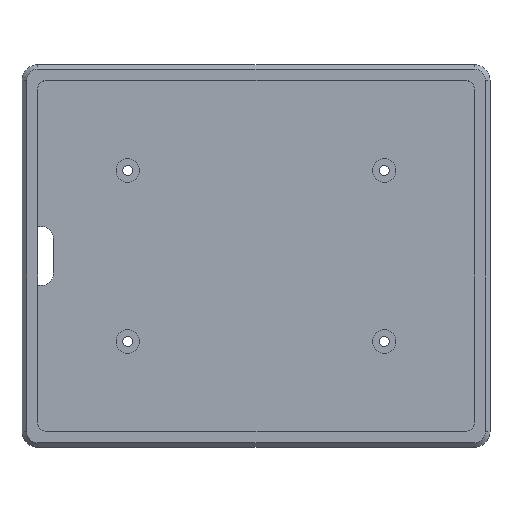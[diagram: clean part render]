
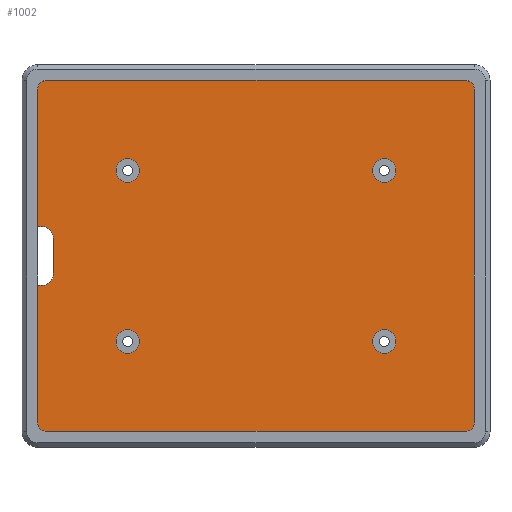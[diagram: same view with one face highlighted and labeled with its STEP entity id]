
A CAD part, top view. The second image highlights one B-rep face of the part: STEP entity #1002.
In plain terms, the highlighted planar face has unit normal (0, 0, 1).
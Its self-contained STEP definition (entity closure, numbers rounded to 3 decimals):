
#62=FACE_BOUND('',#229,.T.);
#63=FACE_BOUND('',#230,.T.);
#64=FACE_BOUND('',#231,.T.);
#65=FACE_BOUND('',#232,.T.);
#96=CIRCLE('',#1081,2.5);
#97=CIRCLE('',#1086,2.5);
#99=CIRCLE('',#1092,1.1);
#101=CIRCLE('',#1096,1.1);
#103=CIRCLE('',#1100,1.1);
#105=CIRCLE('',#1104,1.1);
#106=CIRCLE('',#1106,2.);
#107=CIRCLE('',#1109,2.);
#108=CIRCLE('',#1112,2.);
#109=CIRCLE('',#1115,2.);
#164=FACE_OUTER_BOUND('',#228,.T.);
#228=EDGE_LOOP('',(#853,#854,#855,#856,#857,#858,#859,#860,#861,#862,#863,
#864,#865,#866));
#229=EDGE_LOOP('',(#867));
#230=EDGE_LOOP('',(#868));
#231=EDGE_LOOP('',(#869));
#232=EDGE_LOOP('',(#870));
#307=LINE('',#1609,#393);
#311=LINE('',#1618,#397);
#314=LINE('',#1625,#400);
#315=LINE('',#1628,#401);
#318=LINE('',#1632,#404);
#328=LINE('',#1671,#414);
#331=LINE('',#1679,#417);
#334=LINE('',#1687,#420);
#393=VECTOR('',#1286,10.);
#397=VECTOR('',#1294,10.);
#400=VECTOR('',#1303,10.);
#401=VECTOR('',#1306,10.);
#404=VECTOR('',#1309,10.);
#414=VECTOR('',#1357,10.);
#417=VECTOR('',#1366,10.);
#420=VECTOR('',#1375,10.);
#481=VERTEX_POINT('',#1599);
#482=VERTEX_POINT('',#1600);
#484=VERTEX_POINT('',#1607);
#486=VERTEX_POINT('',#1615);
#487=VERTEX_POINT('',#1617);
#488=VERTEX_POINT('',#1621);
#489=VERTEX_POINT('',#1627);
#490=VERTEX_POINT('',#1630);
#492=VERTEX_POINT('',#1638);
#494=VERTEX_POINT('',#1646);
#496=VERTEX_POINT('',#1654);
#498=VERTEX_POINT('',#1662);
#499=VERTEX_POINT('',#1666);
#500=VERTEX_POINT('',#1670);
#501=VERTEX_POINT('',#1674);
#502=VERTEX_POINT('',#1678);
#503=VERTEX_POINT('',#1682);
#504=VERTEX_POINT('',#1686);
#585=EDGE_CURVE('',#481,#482,#96,.T.);
#590=EDGE_CURVE('',#482,#484,#307,.T.);
#594=EDGE_CURVE('',#487,#486,#311,.T.);
#596=EDGE_CURVE('',#486,#488,#97,.T.);
#598=EDGE_CURVE('',#488,#481,#314,.T.);
#599=EDGE_CURVE('',#489,#487,#315,.T.);
#602=EDGE_CURVE('',#484,#490,#318,.T.);
#606=EDGE_CURVE('',#492,#492,#99,.T.);
#610=EDGE_CURVE('',#494,#494,#101,.T.);
#614=EDGE_CURVE('',#496,#496,#103,.T.);
#618=EDGE_CURVE('',#498,#498,#105,.T.);
#619=EDGE_CURVE('',#499,#489,#106,.T.);
#621=EDGE_CURVE('',#500,#499,#328,.T.);
#623=EDGE_CURVE('',#501,#500,#107,.T.);
#625=EDGE_CURVE('',#502,#501,#331,.T.);
#627=EDGE_CURVE('',#503,#502,#108,.T.);
#629=EDGE_CURVE('',#504,#503,#334,.T.);
#631=EDGE_CURVE('',#490,#504,#109,.T.);
#853=ORIENTED_EDGE('',*,*,#590,.T.);
#854=ORIENTED_EDGE('',*,*,#602,.T.);
#855=ORIENTED_EDGE('',*,*,#631,.T.);
#856=ORIENTED_EDGE('',*,*,#629,.T.);
#857=ORIENTED_EDGE('',*,*,#627,.T.);
#858=ORIENTED_EDGE('',*,*,#625,.T.);
#859=ORIENTED_EDGE('',*,*,#623,.T.);
#860=ORIENTED_EDGE('',*,*,#621,.T.);
#861=ORIENTED_EDGE('',*,*,#619,.T.);
#862=ORIENTED_EDGE('',*,*,#599,.T.);
#863=ORIENTED_EDGE('',*,*,#594,.T.);
#864=ORIENTED_EDGE('',*,*,#596,.T.);
#865=ORIENTED_EDGE('',*,*,#598,.T.);
#866=ORIENTED_EDGE('',*,*,#585,.T.);
#867=ORIENTED_EDGE('',*,*,#606,.T.);
#868=ORIENTED_EDGE('',*,*,#610,.T.);
#869=ORIENTED_EDGE('',*,*,#614,.T.);
#870=ORIENTED_EDGE('',*,*,#618,.T.);
#953=PLANE('',#1116);
#1002=ADVANCED_FACE('',(#164,#62,#63,#64,#65),#953,.T.);
#1081=AXIS2_PLACEMENT_3D('',#1601,#1278,#1279);
#1086=AXIS2_PLACEMENT_3D('',#1622,#1298,#1299);
#1092=AXIS2_PLACEMENT_3D('',#1640,#1318,#1319);
#1096=AXIS2_PLACEMENT_3D('',#1648,#1328,#1329);
#1100=AXIS2_PLACEMENT_3D('',#1656,#1338,#1339);
#1104=AXIS2_PLACEMENT_3D('',#1664,#1348,#1349);
#1106=AXIS2_PLACEMENT_3D('',#1667,#1352,#1353);
#1109=AXIS2_PLACEMENT_3D('',#1675,#1361,#1362);
#1112=AXIS2_PLACEMENT_3D('',#1683,#1370,#1371);
#1115=AXIS2_PLACEMENT_3D('',#1690,#1379,#1380);
#1116=AXIS2_PLACEMENT_3D('',#1691,#1381,#1382);
#1278=DIRECTION('center_axis',(0.,0.,-1.));
#1279=DIRECTION('ref_axis',(0.,-1.,0.));
#1286=DIRECTION('',(-1.,0.,0.));
#1294=DIRECTION('',(1.,0.,0.));
#1298=DIRECTION('center_axis',(0.,0.,-1.));
#1299=DIRECTION('ref_axis',(1.,0.,0.));
#1303=DIRECTION('',(0.,-1.,0.));
#1306=DIRECTION('',(0.,-1.,0.));
#1309=DIRECTION('',(0.,-1.,0.));
#1318=DIRECTION('center_axis',(0.,0.,-1.));
#1319=DIRECTION('ref_axis',(-1.,0.,0.));
#1328=DIRECTION('center_axis',(0.,0.,-1.));
#1329=DIRECTION('ref_axis',(-1.,0.,0.));
#1338=DIRECTION('center_axis',(0.,0.,-1.));
#1339=DIRECTION('ref_axis',(-1.,0.,0.));
#1348=DIRECTION('center_axis',(0.,0.,-1.));
#1349=DIRECTION('ref_axis',(-1.,0.,0.));
#1352=DIRECTION('center_axis',(0.,0.,1.));
#1353=DIRECTION('ref_axis',(0.,1.,0.));
#1357=DIRECTION('',(-1.,0.,0.));
#1361=DIRECTION('center_axis',(0.,0.,1.));
#1362=DIRECTION('ref_axis',(1.,0.,0.));
#1366=DIRECTION('',(0.,1.,0.));
#1370=DIRECTION('center_axis',(0.,0.,1.));
#1371=DIRECTION('ref_axis',(0.,-1.,0.));
#1375=DIRECTION('',(1.,0.,0.));
#1379=DIRECTION('center_axis',(0.,0.,1.));
#1380=DIRECTION('ref_axis',(-1.,0.,0.));
#1381=DIRECTION('center_axis',(0.,0.,1.));
#1382=DIRECTION('ref_axis',(1.,0.,0.));
#1599=CARTESIAN_POINT('',(7.,38.5,3.5));
#1600=CARTESIAN_POINT('',(4.5,36.,3.5));
#1601=CARTESIAN_POINT('Origin',(4.5,38.5,3.5));
#1607=CARTESIAN_POINT('',(3.5,36.,3.5));
#1609=CARTESIAN_POINT('',(26.,36.,3.5));
#1615=CARTESIAN_POINT('',(4.5,49.,3.5));
#1617=CARTESIAN_POINT('',(3.5,49.,3.5));
#1618=CARTESIAN_POINT('',(28.25,49.,3.5));
#1621=CARTESIAN_POINT('',(7.,46.5,3.5));
#1622=CARTESIAN_POINT('Origin',(4.5,46.5,3.5));
#1625=CARTESIAN_POINT('',(7.,40.5,3.5));
#1627=CARTESIAN_POINT('',(3.5,79.5,3.5));
#1628=CARTESIAN_POINT('',(3.5,79.5,3.5));
#1630=CARTESIAN_POINT('',(3.5,5.5,3.5));
#1632=CARTESIAN_POINT('',(3.5,79.5,3.5));
#1638=CARTESIAN_POINT('',(81.6,61.5,3.5));
#1640=CARTESIAN_POINT('Origin',(80.5,61.5,3.5));
#1646=CARTESIAN_POINT('',(24.6,23.5,3.5));
#1648=CARTESIAN_POINT('Origin',(23.5,23.5,3.5));
#1654=CARTESIAN_POINT('',(24.6,61.5,3.5));
#1656=CARTESIAN_POINT('Origin',(23.5,61.5,3.5));
#1662=CARTESIAN_POINT('',(81.6,23.5,3.5));
#1664=CARTESIAN_POINT('Origin',(80.5,23.5,3.5));
#1666=CARTESIAN_POINT('',(5.5,81.5,3.5));
#1667=CARTESIAN_POINT('Origin',(5.5,79.5,3.5));
#1670=CARTESIAN_POINT('',(98.5,81.5,3.5));
#1671=CARTESIAN_POINT('',(98.5,81.5,3.5));
#1674=CARTESIAN_POINT('',(100.5,79.5,3.5));
#1675=CARTESIAN_POINT('Origin',(98.5,79.5,3.5));
#1678=CARTESIAN_POINT('',(100.5,5.5,3.5));
#1679=CARTESIAN_POINT('',(100.5,5.5,3.5));
#1682=CARTESIAN_POINT('',(98.5,3.5,3.5));
#1683=CARTESIAN_POINT('Origin',(98.5,5.5,3.5));
#1686=CARTESIAN_POINT('',(5.5,3.5,3.5));
#1687=CARTESIAN_POINT('',(5.5,3.5,3.5));
#1690=CARTESIAN_POINT('Origin',(5.5,5.5,3.5));
#1691=CARTESIAN_POINT('Origin',(52.,42.5,3.5));
